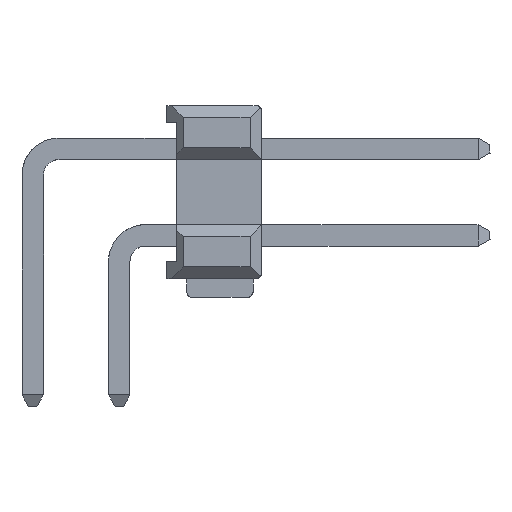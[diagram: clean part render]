
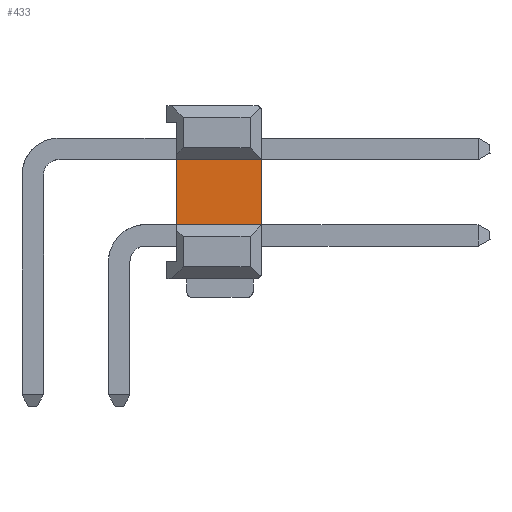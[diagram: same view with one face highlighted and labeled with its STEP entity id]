
A CAD part, left-side view. The second image highlights one B-rep face of the part: STEP entity #433.
In plain terms, the highlighted planar face has unit normal (-1, 0, 0).
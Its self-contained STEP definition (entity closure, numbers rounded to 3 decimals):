
#433=ADVANCED_FACE('',(#1073),#20982,.T.);
#1073=FACE_OUTER_BOUND('',#1716,.T.);
#1716=EDGE_LOOP('',(#2559,#2560,#2561,#2562));
#2559=ORIENTED_EDGE('',*,*,#14028,.T.);
#2560=ORIENTED_EDGE('',*,*,#14018,.F.);
#2561=ORIENTED_EDGE('',*,*,#14025,.F.);
#2562=ORIENTED_EDGE('',*,*,#14021,.F.);
#5547=(
BOUNDED_CURVE()
B_SPLINE_CURVE(1,(#23580,#23581,#23582,#23583),.UNSPECIFIED.,.F.,.F.)
B_SPLINE_CURVE_WITH_KNOTS((2,1,1,2),(-12.607,-11.825,
-11.479,-10.697),.UNSPECIFIED.)
CURVE()
GEOMETRIC_REPRESENTATION_ITEM()
RATIONAL_B_SPLINE_CURVE((1.,1.,1.,1.))
REPRESENTATION_ITEM('')
);
#5550=(
BOUNDED_CURVE()
B_SPLINE_CURVE(1,(#23598,#23599,#23600,#23601),.UNSPECIFIED.,.F.,.F.)
B_SPLINE_CURVE_WITH_KNOTS((2,1,1,2),(-12.607,-11.825,
-11.479,-10.697),.UNSPECIFIED.)
CURVE()
GEOMETRIC_REPRESENTATION_ITEM()
RATIONAL_B_SPLINE_CURVE((1.,1.,1.,1.))
REPRESENTATION_ITEM('')
);
#6116=PCURVE('',#20976,#9300);
#6128=PCURVE('',#20978,#9312);
#6137=PCURVE('',#20980,#9321);
#6159=PCURVE('',#20982,#9343);
#6160=PCURVE('',#20982,#9344);
#6161=PCURVE('',#20982,#9345);
#6162=PCURVE('',#20982,#9346);
#6165=PCURVE('',#20983,#9349);
#9300=DEFINITIONAL_REPRESENTATION('',(#15764),#37352);
#9312=DEFINITIONAL_REPRESENTATION('',(#15779),#37352);
#9321=DEFINITIONAL_REPRESENTATION('',(#15792),#37352);
#9343=DEFINITIONAL_REPRESENTATION('',(#15816),#37352);
#9344=DEFINITIONAL_REPRESENTATION('',(#15817),#37352);
#9345=DEFINITIONAL_REPRESENTATION('',(#15818),#37352);
#9346=DEFINITIONAL_REPRESENTATION('',(#15819),#37352);
#9349=DEFINITIONAL_REPRESENTATION('',(#5550),#37352);
#12426=SURFACE_CURVE('',#15763,(#6116,#6160),.PCURVE_S1.);
#12429=SURFACE_CURVE('',#15778,(#6128,#6162),.PCURVE_S1.);
#12433=SURFACE_CURVE('',#15791,(#6137,#6161),.PCURVE_S1.);
#12436=SURFACE_CURVE('',#5547,(#6159,#6165),.PCURVE_S1.);
#14018=EDGE_CURVE('',#19946,#19940,#12426,.T.);
#14021=EDGE_CURVE('',#19944,#19948,#12429,.T.);
#14025=EDGE_CURVE('',#19948,#19946,#12433,.T.);
#14028=EDGE_CURVE('',#19944,#19940,#12436,.T.);
#15763=B_SPLINE_CURVE_WITH_KNOTS('',1,(#23452,#23453),.UNSPECIFIED.,.F.,
 .F.,(2,2),(-4.97,-2.47),.UNSPECIFIED.);
#15764=B_SPLINE_CURVE_WITH_KNOTS('',1,(#23454,#23455),.UNSPECIFIED.,.F.,
 .F.,(2,2),(-4.97,-2.47),.UNSPECIFIED.);
#15778=B_SPLINE_CURVE_WITH_KNOTS('',1,(#23494,#23495),.UNSPECIFIED.,.F.,
 .F.,(2,2),(-9.38,-6.88),.UNSPECIFIED.);
#15779=B_SPLINE_CURVE_WITH_KNOTS('',1,(#23496,#23497),.UNSPECIFIED.,.F.,
 .F.,(2,2),(-9.38,-6.88),.UNSPECIFIED.);
#15791=B_SPLINE_CURVE_WITH_KNOTS('',1,(#23525,#23526),.UNSPECIFIED.,.F.,
 .F.,(2,2),(-6.88,-4.97),.UNSPECIFIED.);
#15792=B_SPLINE_CURVE_WITH_KNOTS('',1,(#23527,#23528),.UNSPECIFIED.,.F.,
 .F.,(2,2),(-6.88,-4.97),.UNSPECIFIED.);
#15816=B_SPLINE_CURVE_WITH_KNOTS('',1,(#23584,#23585,#23586,#23587),
 .UNSPECIFIED.,.F.,.F.,(2,1,1,2),(-12.607,-11.825,-11.479,
-10.697),.UNSPECIFIED.);
#15817=B_SPLINE_CURVE_WITH_KNOTS('',1,(#23588,#23589),.UNSPECIFIED.,.F.,
 .F.,(2,2),(-4.97,-2.47),.UNSPECIFIED.);
#15818=B_SPLINE_CURVE_WITH_KNOTS('',1,(#23590,#23591),.UNSPECIFIED.,.F.,
 .F.,(2,2),(-6.88,-4.97),.UNSPECIFIED.);
#15819=B_SPLINE_CURVE_WITH_KNOTS('',1,(#23592,#23593),.UNSPECIFIED.,.F.,
 .F.,(2,2),(-9.38,-6.88),.UNSPECIFIED.);
#19940=VERTEX_POINT('',#22716);
#19944=VERTEX_POINT('',#22720);
#19946=VERTEX_POINT('',#22722);
#19948=VERTEX_POINT('',#22724);
#20976=PLANE('',#21532);
#20978=PLANE('',#21534);
#20980=PLANE('',#21536);
#20982=PLANE('',#21538);
#20983=PLANE('',#21539);
#21532=AXIS2_PLACEMENT_3D('',#22625,#22072,$);
#21534=AXIS2_PLACEMENT_3D('',#22627,#22074,$);
#21536=AXIS2_PLACEMENT_3D('',#22629,#22076,$);
#21538=AXIS2_PLACEMENT_3D('',#22631,#22078,$);
#21539=AXIS2_PLACEMENT_3D('',#22632,#22079,$);
#22072=DIRECTION('',(-0.707,0.,-0.707));
#22074=DIRECTION('',(-0.707,0.,0.707));
#22076=DIRECTION('',(0.,1.,0.));
#22078=DIRECTION('',(-1.,0.,0.));
#22079=DIRECTION('',(0.,-1.,0.));
#22625=CARTESIAN_POINT('',(-0.925,2.163,4.045));
#22627=CARTESIAN_POINT('',(-0.925,2.163,2.135));
#22629=CARTESIAN_POINT('',(-1.08,-1.687,1.05));
#22631=CARTESIAN_POINT('',(-0.925,-1.662,4.064));
#22632=CARTESIAN_POINT('',(0.943,-4.187,5.505));
#22716=CARTESIAN_POINT('',(-0.925,-4.187,4.045));
#22720=CARTESIAN_POINT('',(-0.925,-4.187,2.135));
#22722=CARTESIAN_POINT('',(-0.925,-1.687,4.045));
#22724=CARTESIAN_POINT('',(-0.925,-1.687,2.135));
#23452=CARTESIAN_POINT('',(-0.925,-1.687,4.045));
#23453=CARTESIAN_POINT('',(-0.925,-4.187,4.045));
#23454=CARTESIAN_POINT('',(3.85,0.));
#23455=CARTESIAN_POINT('',(6.35,0.));
#23494=CARTESIAN_POINT('',(-0.925,-4.187,2.135));
#23495=CARTESIAN_POINT('',(-0.925,-1.687,2.135));
#23496=CARTESIAN_POINT('',(0.,6.35));
#23497=CARTESIAN_POINT('',(0.,3.85));
#23525=CARTESIAN_POINT('',(-0.925,-1.687,2.135));
#23526=CARTESIAN_POINT('',(-0.925,-1.687,4.045));
#23527=CARTESIAN_POINT('',(1.085,0.155));
#23528=CARTESIAN_POINT('',(2.995,0.155));
#23580=CARTESIAN_POINT('',(-0.925,-4.187,2.135));
#23581=CARTESIAN_POINT('',(-0.925,-4.187,2.917));
#23582=CARTESIAN_POINT('',(-0.925,-4.187,3.263));
#23583=CARTESIAN_POINT('',(-0.925,-4.187,4.045));
#23584=CARTESIAN_POINT('',(0.,0.));
#23585=CARTESIAN_POINT('',(-0.782,0.));
#23586=CARTESIAN_POINT('',(-1.128,0.));
#23587=CARTESIAN_POINT('',(-1.91,0.));
#23588=CARTESIAN_POINT('',(-1.91,-2.5));
#23589=CARTESIAN_POINT('',(-1.91,0.));
#23590=CARTESIAN_POINT('',(0.,-2.5));
#23591=CARTESIAN_POINT('',(-1.91,-2.5));
#23592=CARTESIAN_POINT('',(0.,0.));
#23593=CARTESIAN_POINT('',(0.,-2.5));
#23598=CARTESIAN_POINT('',(1.849,3.322));
#23599=CARTESIAN_POINT('',(1.849,2.54));
#23600=CARTESIAN_POINT('',(1.849,2.195));
#23601=CARTESIAN_POINT('',(1.849,1.412));
#37352=(
GEOMETRIC_REPRESENTATION_CONTEXT(2)
PARAMETRIC_REPRESENTATION_CONTEXT()
REPRESENTATION_CONTEXT('pspace','')
);
